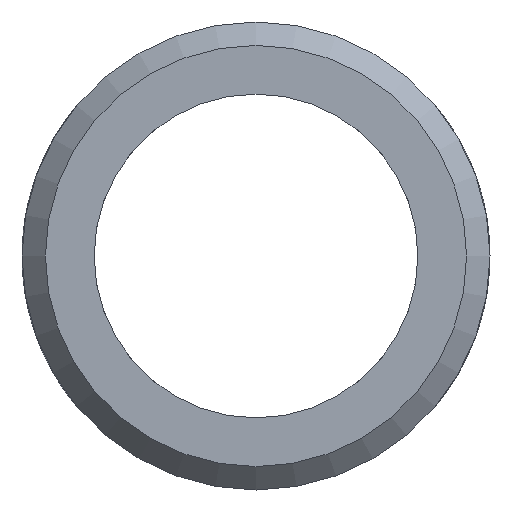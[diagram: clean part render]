
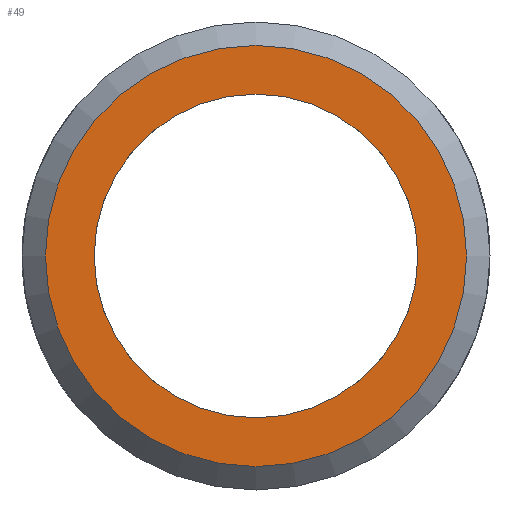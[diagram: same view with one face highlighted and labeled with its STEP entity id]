
A CAD part, front view. The second image highlights one B-rep face of the part: STEP entity #49.
In plain terms, the highlighted planar face has unit normal (0, -1, 0).
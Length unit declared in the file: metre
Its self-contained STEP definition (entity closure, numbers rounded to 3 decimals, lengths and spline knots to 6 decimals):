
#49 = ADVANCED_FACE( '', ( #95, #96 ), #97, .F. );
#95 = FACE_OUTER_BOUND( '', #142, .T. );
#96 = FACE_BOUND( '', #143, .T. );
#97 = PLANE( '', #144 );
#142 = EDGE_LOOP( '', ( #190 ) );
#143 = EDGE_LOOP( '', ( #191 ) );
#144 = AXIS2_PLACEMENT_3D( '', #192, #193, #194 );
#190 = ORIENTED_EDGE( '', *, *, #221, .T. );
#191 = ORIENTED_EDGE( '', *, *, #218, .F. );
#192 = CARTESIAN_POINT( '', ( 0., 0., 0. ) );
#193 = DIRECTION( '', ( 0., 1., 0. ) );
#194 = DIRECTION( '', ( 0., 0., 1. ) );
#218 = EDGE_CURVE( '', #238, #238, #239, .T. );
#221 = EDGE_CURVE( '', #243, #243, #244, .F. );
#238 = VERTEX_POINT( '', #331 );
#239 = CIRCLE( '', #332, 0.003459 );
#243 = VERTEX_POINT( '', #401 );
#244 = CIRCLE( '', #402, 0.0045 );
#331 = CARTESIAN_POINT( '', ( 0.003459, 0., 0. ) );
#332 = AXIS2_PLACEMENT_3D( '', #544, #545, #546 );
#401 = CARTESIAN_POINT( '', ( 0., 0., 0.0045 ) );
#402 = AXIS2_PLACEMENT_3D( '', #547, #548, #549 );
#544 = CARTESIAN_POINT( '', ( 0., 0., 0. ) );
#545 = DIRECTION( '', ( 0., -1., 0. ) );
#546 = DIRECTION( '', ( 1., 0., 0. ) );
#547 = CARTESIAN_POINT( '', ( 0., 0., 0. ) );
#548 = DIRECTION( '', ( 0., 1., 0. ) );
#549 = DIRECTION( '', ( 0., 0., 1. ) );
